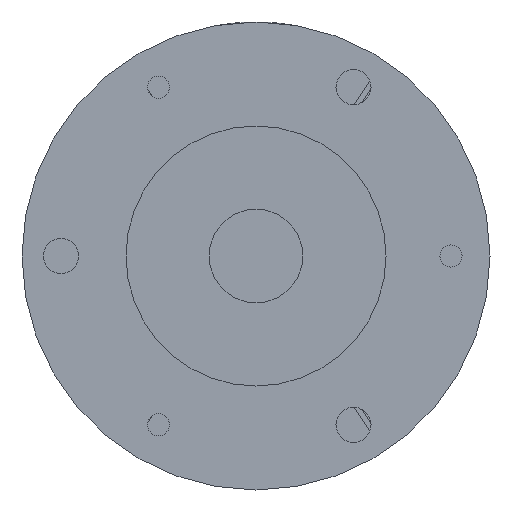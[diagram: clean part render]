
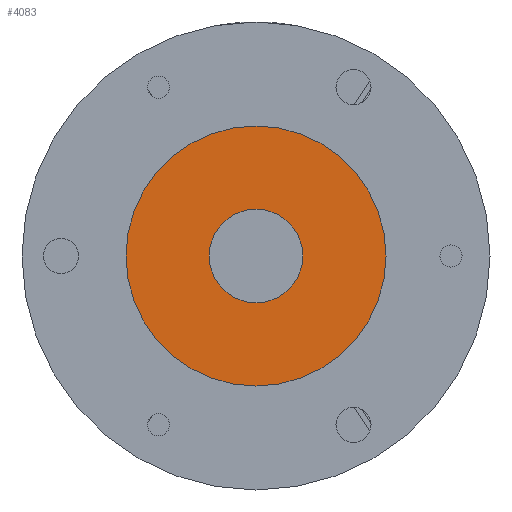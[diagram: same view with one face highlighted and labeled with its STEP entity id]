
A CAD part, left-side view. The second image highlights one B-rep face of the part: STEP entity #4083.
In plain terms, the highlighted planar face has unit normal (-1, 0, 0).
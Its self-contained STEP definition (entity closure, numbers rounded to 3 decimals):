
#283 = EDGE_CURVE ( 'NONE', #2828, #5211, #6601, .T. ) ;
#490 = VERTEX_POINT ( 'NONE', #7776 ) ;
#550 = FACE_OUTER_BOUND ( 'NONE', #980, .T. ) ;
#953 = CIRCLE ( 'NONE', #10100, 50. ) ;
#980 = EDGE_LOOP ( 'NONE', ( #2283, #7823 ) ) ;
#1583 = DIRECTION ( 'NONE',  ( 0., 0., 1. ) ) ;
#1597 = CARTESIAN_POINT ( 'NONE',  ( 6., 0., -50. ) ) ;
#1820 = VERTEX_POINT ( 'NONE', #1597 ) ;
#2283 = ORIENTED_EDGE ( 'NONE', *, *, #6264, .T. ) ;
#2431 = EDGE_CURVE ( 'NONE', #5211, #2828, #9062, .T. ) ;
#2615 = CARTESIAN_POINT ( 'NONE',  ( 6., 0., -18. ) ) ;
#2828 = VERTEX_POINT ( 'NONE', #2615 ) ;
#3103 = DIRECTION ( 'NONE',  ( -1., 0., 0. ) ) ;
#3326 = AXIS2_PLACEMENT_3D ( 'NONE', #9802, #5409, #1583 ) ;
#3703 = ORIENTED_EDGE ( 'NONE', *, *, #283, .F. ) ;
#3715 = EDGE_CURVE ( 'NONE', #1820, #490, #4608, .T. ) ;
#3731 = DIRECTION ( 'NONE',  ( -1., 0., 0. ) ) ;
#3834 = PLANE ( 'NONE',  #6558 ) ;
#4083 = ADVANCED_FACE ( 'NONE', ( #7943, #550 ), #3834, .F. ) ;
#4455 = AXIS2_PLACEMENT_3D ( 'NONE', #10346, #3103, #5414 ) ;
#4458 = DIRECTION ( 'NONE',  ( 0., 0., 1. ) ) ;
#4608 = CIRCLE ( 'NONE', #4455, 50. ) ;
#4697 = DIRECTION ( 'NONE',  ( 0., 0., -1. ) ) ;
#5211 = VERTEX_POINT ( 'NONE', #8698 ) ;
#5409 = DIRECTION ( 'NONE',  ( -1., 0., 0. ) ) ;
#5414 = DIRECTION ( 'NONE',  ( 0., 0., 1. ) ) ;
#5737 = DIRECTION ( 'NONE',  ( 0., 0., 1. ) ) ;
#5964 = CARTESIAN_POINT ( 'NONE',  ( 6., 0., 0. ) ) ;
#6264 = EDGE_CURVE ( 'NONE', #490, #1820, #953, .T. ) ;
#6336 = DIRECTION ( 'NONE',  ( 1., 0., 0. ) ) ;
#6558 = AXIS2_PLACEMENT_3D ( 'NONE', #7143, #6336, #4697 ) ;
#6601 = CIRCLE ( 'NONE', #3326, 18. ) ;
#6989 = CARTESIAN_POINT ( 'NONE',  ( 6., 0., 0. ) ) ;
#7143 = CARTESIAN_POINT ( 'NONE',  ( 6., 0., 0. ) ) ;
#7776 = CARTESIAN_POINT ( 'NONE',  ( 6., 0., 50. ) ) ;
#7823 = ORIENTED_EDGE ( 'NONE', *, *, #3715, .T. ) ;
#7943 = FACE_BOUND ( 'NONE', #9665, .T. ) ;
#8698 = CARTESIAN_POINT ( 'NONE',  ( 6., 0., 18. ) ) ;
#9062 = CIRCLE ( 'NONE', #9233, 18. ) ;
#9233 = AXIS2_PLACEMENT_3D ( 'NONE', #6989, #3731, #4458 ) ;
#9665 = EDGE_LOOP ( 'NONE', ( #9679, #3703 ) ) ;
#9679 = ORIENTED_EDGE ( 'NONE', *, *, #2431, .F. ) ;
#9802 = CARTESIAN_POINT ( 'NONE',  ( 6., 0., 0. ) ) ;
#9857 = DIRECTION ( 'NONE',  ( -1., 0., 0. ) ) ;
#10100 = AXIS2_PLACEMENT_3D ( 'NONE', #5964, #9857, #5737 ) ;
#10346 = CARTESIAN_POINT ( 'NONE',  ( 6., 0., 0. ) ) ;
